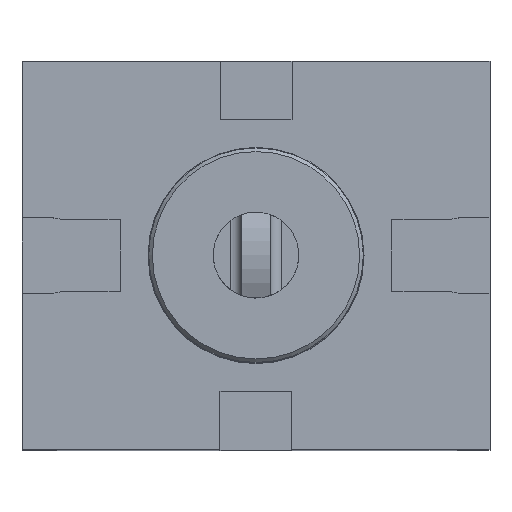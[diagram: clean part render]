
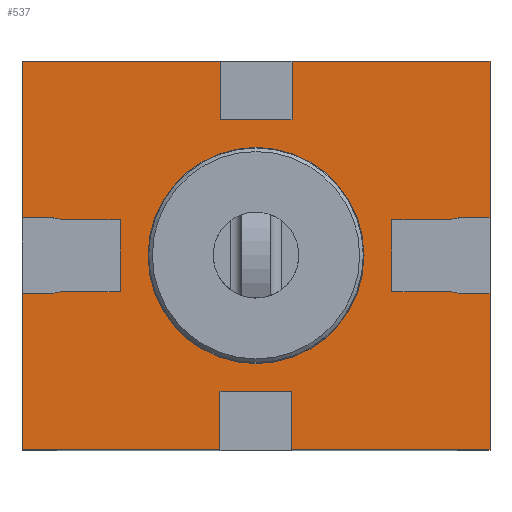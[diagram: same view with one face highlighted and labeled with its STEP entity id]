
A CAD part, top view. The second image highlights one B-rep face of the part: STEP entity #537.
In plain terms, the highlighted planar face has unit normal (0, 0, 1).
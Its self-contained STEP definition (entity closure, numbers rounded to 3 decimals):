
#45=LINE('',#2363,#167);
#49=LINE('',#2373,#171);
#52=LINE('',#2379,#174);
#55=LINE('',#2387,#177);
#57=LINE('',#2391,#179);
#65=LINE('',#2412,#187);
#68=LINE('',#2420,#190);
#70=LINE('',#2424,#192);
#72=LINE('',#2428,#194);
#75=LINE('',#2436,#197);
#83=LINE('',#2453,#205);
#84=LINE('',#2455,#206);
#87=LINE('',#2461,#209);
#93=LINE('',#2474,#215);
#95=LINE('',#2478,#217);
#97=LINE('',#2482,#219);
#125=LINE('',#2590,#247);
#129=LINE('',#2598,#251);
#137=LINE('',#2615,#259);
#138=LINE('',#2617,#260);
#141=LINE('',#2622,#263);
#142=LINE('',#2623,#264);
#143=LINE('',#2624,#265);
#144=LINE('',#2625,#266);
#167=VECTOR('',#1691,1.);
#171=VECTOR('',#1701,1.);
#174=VECTOR('',#1706,1.);
#177=VECTOR('',#1715,1.);
#179=VECTOR('',#1719,1.);
#187=VECTOR('',#1735,1.);
#190=VECTOR('',#1744,1.);
#192=VECTOR('',#1748,1.);
#194=VECTOR('',#1752,1.);
#197=VECTOR('',#1761,1.);
#205=VECTOR('',#1773,1.);
#206=VECTOR('',#1776,1.);
#209=VECTOR('',#1781,1.);
#215=VECTOR('',#1791,1.);
#217=VECTOR('',#1795,1.);
#219=VECTOR('',#1799,1.);
#247=VECTOR('',#1919,1.);
#251=VECTOR('',#1923,1.);
#259=VECTOR('',#1937,1.);
#260=VECTOR('',#1938,1.);
#263=VECTOR('',#1943,1.);
#264=VECTOR('',#1944,1.);
#265=VECTOR('',#1945,1.);
#266=VECTOR('',#1946,1.);
#329=PLANE('',#1581);
#440=CIRCLE('',#1504,10.5);
#441=CIRCLE('',#1508,10.5);
#444=CIRCLE('',#1516,10.5);
#445=CIRCLE('',#1521,10.5);
#464=CIRCLE('',#1574,30.);
#537=ADVANCED_FACE('',(#611,#612),#329,.F.);
#611=FACE_BOUND('',#723,.T.);
#612=FACE_BOUND('',#724,.T.);
#723=EDGE_LOOP('',(#1007,#1008,#1009,#1010,#1011,#1012,#1013,#1014,#1015,
#1016,#1017,#1018,#1019,#1020,#1021,#1022,#1023,#1024,#1025,#1026,#1027,
#1028,#1029,#1030,#1031,#1032,#1033,#1034));
#724=EDGE_LOOP('',(#1035));
#1007=ORIENTED_EDGE('',*,*,#1389,.F.);
#1008=ORIENTED_EDGE('',*,*,#1292,.F.);
#1009=ORIENTED_EDGE('',*,*,#1294,.F.);
#1010=ORIENTED_EDGE('',*,*,#1296,.F.);
#1011=ORIENTED_EDGE('',*,*,#1298,.F.);
#1012=ORIENTED_EDGE('',*,*,#1284,.F.);
#1013=ORIENTED_EDGE('',*,*,#1287,.F.);
#1014=ORIENTED_EDGE('',*,*,#1289,.F.);
#1015=ORIENTED_EDGE('',*,*,#1393,.F.);
#1016=ORIENTED_EDGE('',*,*,#1405,.F.);
#1017=ORIENTED_EDGE('',*,*,#1328,.F.);
#1018=ORIENTED_EDGE('',*,*,#1329,.F.);
#1019=ORIENTED_EDGE('',*,*,#1332,.F.);
#1020=ORIENTED_EDGE('',*,*,#1406,.F.);
#1021=ORIENTED_EDGE('',*,*,#1402,.T.);
#1022=ORIENTED_EDGE('',*,*,#1308,.F.);
#1023=ORIENTED_EDGE('',*,*,#1310,.F.);
#1024=ORIENTED_EDGE('',*,*,#1312,.F.);
#1025=ORIENTED_EDGE('',*,*,#1314,.F.);
#1026=ORIENTED_EDGE('',*,*,#1316,.F.);
#1027=ORIENTED_EDGE('',*,*,#1318,.F.);
#1028=ORIENTED_EDGE('',*,*,#1320,.F.);
#1029=ORIENTED_EDGE('',*,*,#1401,.T.);
#1030=ORIENTED_EDGE('',*,*,#1407,.T.);
#1031=ORIENTED_EDGE('',*,*,#1338,.F.);
#1032=ORIENTED_EDGE('',*,*,#1340,.F.);
#1033=ORIENTED_EDGE('',*,*,#1342,.F.);
#1034=ORIENTED_EDGE('',*,*,#1408,.T.);
#1035=ORIENTED_EDGE('',*,*,#1387,.T.);
#1150=VERTEX_POINT('',#2364);
#1151=VERTEX_POINT('',#2365);
#1152=VERTEX_POINT('',#2370);
#1153=VERTEX_POINT('',#2374);
#1154=VERTEX_POINT('',#2378);
#1155=VERTEX_POINT('',#2380);
#1156=VERTEX_POINT('',#2384);
#1157=VERTEX_POINT('',#2388);
#1166=VERTEX_POINT('',#2411);
#1167=VERTEX_POINT('',#2413);
#1168=VERTEX_POINT('',#2417);
#1169=VERTEX_POINT('',#2421);
#1170=VERTEX_POINT('',#2425);
#1171=VERTEX_POINT('',#2429);
#1172=VERTEX_POINT('',#2433);
#1173=VERTEX_POINT('',#2437);
#1178=VERTEX_POINT('',#2450);
#1179=VERTEX_POINT('',#2452);
#1180=VERTEX_POINT('',#2456);
#1181=VERTEX_POINT('',#2460);
#1186=VERTEX_POINT('',#2473);
#1187=VERTEX_POINT('',#2475);
#1188=VERTEX_POINT('',#2479);
#1189=VERTEX_POINT('',#2483);
#1222=VERTEX_POINT('',#2586);
#1223=VERTEX_POINT('',#2591);
#1226=VERTEX_POINT('',#2597);
#1233=VERTEX_POINT('',#2616);
#1234=VERTEX_POINT('',#2618);
#1284=EDGE_CURVE('',#1150,#1151,#45,.T.);
#1287=EDGE_CURVE('',#1152,#1150,#440,.T.);
#1289=EDGE_CURVE('',#1153,#1152,#49,.T.);
#1292=EDGE_CURVE('',#1154,#1155,#52,.T.);
#1294=EDGE_CURVE('',#1156,#1154,#441,.T.);
#1296=EDGE_CURVE('',#1157,#1156,#55,.T.);
#1298=EDGE_CURVE('',#1151,#1157,#57,.T.);
#1308=EDGE_CURVE('',#1166,#1167,#65,.T.);
#1310=EDGE_CURVE('',#1168,#1166,#444,.T.);
#1312=EDGE_CURVE('',#1169,#1168,#68,.T.);
#1314=EDGE_CURVE('',#1170,#1169,#70,.T.);
#1316=EDGE_CURVE('',#1171,#1170,#72,.T.);
#1318=EDGE_CURVE('',#1172,#1171,#445,.T.);
#1320=EDGE_CURVE('',#1173,#1172,#75,.T.);
#1328=EDGE_CURVE('',#1179,#1178,#83,.T.);
#1329=EDGE_CURVE('',#1180,#1179,#84,.T.);
#1332=EDGE_CURVE('',#1181,#1180,#87,.T.);
#1338=EDGE_CURVE('',#1186,#1187,#93,.T.);
#1340=EDGE_CURVE('',#1188,#1186,#95,.T.);
#1342=EDGE_CURVE('',#1189,#1188,#97,.T.);
#1387=EDGE_CURVE('',#1222,#1222,#464,.T.);
#1389=EDGE_CURVE('',#1155,#1223,#125,.T.);
#1393=EDGE_CURVE('',#1226,#1153,#129,.T.);
#1401=EDGE_CURVE('',#1173,#1233,#137,.T.);
#1402=EDGE_CURVE('',#1234,#1167,#138,.T.);
#1405=EDGE_CURVE('',#1178,#1226,#141,.T.);
#1406=EDGE_CURVE('',#1234,#1181,#142,.T.);
#1407=EDGE_CURVE('',#1233,#1187,#143,.T.);
#1408=EDGE_CURVE('',#1189,#1223,#144,.T.);
#1504=AXIS2_PLACEMENT_3D('',#2369,#1696,#1697);
#1508=AXIS2_PLACEMENT_3D('',#2383,#1710,#1711);
#1516=AXIS2_PLACEMENT_3D('',#2416,#1739,#1740);
#1521=AXIS2_PLACEMENT_3D('',#2432,#1756,#1757);
#1574=AXIS2_PLACEMENT_3D('',#2585,#1912,#1913);
#1581=AXIS2_PLACEMENT_3D('',#2626,#1947,#1948);
#1691=DIRECTION('',(1.,0.,0.));
#1696=DIRECTION('',(0.,0.,1.));
#1697=DIRECTION('',(0.,1.,0.));
#1701=DIRECTION('',(1.,0.,0.));
#1706=DIRECTION('',(-1.,0.,0.));
#1710=DIRECTION('',(0.,0.,1.));
#1711=DIRECTION('',(0.,-1.,0.));
#1715=DIRECTION('',(-1.,0.,0.));
#1719=DIRECTION('',(0.,1.,0.));
#1735=DIRECTION('',(1.,0.,0.));
#1739=DIRECTION('',(0.,0.,1.));
#1740=DIRECTION('',(0.,1.,0.));
#1744=DIRECTION('',(1.,0.,0.));
#1748=DIRECTION('',(0.,-1.,0.));
#1752=DIRECTION('',(-1.,0.,0.));
#1756=DIRECTION('',(0.,0.,1.));
#1757=DIRECTION('',(0.,1.,0.));
#1761=DIRECTION('',(-1.,0.,0.));
#1773=DIRECTION('',(0.,-1.,0.));
#1776=DIRECTION('',(-1.,0.,0.));
#1781=DIRECTION('',(0.,1.,0.));
#1791=DIRECTION('',(0.,1.,0.));
#1795=DIRECTION('',(1.,0.,0.));
#1799=DIRECTION('',(0.,-1.,0.));
#1912=DIRECTION('',(0.,0.,-1.));
#1913=DIRECTION('',(-1.,0.,0.));
#1919=DIRECTION('',(0.,1.,0.));
#1923=DIRECTION('',(0.,1.,0.));
#1937=DIRECTION('',(0.,1.,0.));
#1938=DIRECTION('',(0.,1.,0.));
#1943=DIRECTION('',(-1.,0.,0.));
#1944=DIRECTION('',(-1.,0.,0.));
#1945=DIRECTION('',(-1.,0.,0.));
#1946=DIRECTION('',(-1.,0.,0.));
#1947=DIRECTION('',(0.,0.,-1.));
#1948=DIRECTION('',(1.,0.,0.));
#2363=CARTESIAN_POINT('',(-54.,-10.,-0.6));
#2364=CARTESIAN_POINT('',(-54.,-10.,-0.6));
#2365=CARTESIAN_POINT('',(-37.75,-10.,-0.6));
#2369=CARTESIAN_POINT('',(-57.202,0.,-0.6));
#2370=CARTESIAN_POINT('',(-57.202,-10.5,-0.6));
#2373=CARTESIAN_POINT('',(-67.458,-10.5,-0.6));
#2374=CARTESIAN_POINT('',(-65.,-10.5,-0.6));
#2378=CARTESIAN_POINT('',(-57.202,10.5,-0.6));
#2379=CARTESIAN_POINT('',(-57.202,10.5,-0.6));
#2380=CARTESIAN_POINT('',(-65.,10.5,-0.6));
#2383=CARTESIAN_POINT('',(-57.202,0.,-0.6));
#2384=CARTESIAN_POINT('',(-54.,10.,-0.6));
#2387=CARTESIAN_POINT('',(-37.75,10.,-0.6));
#2388=CARTESIAN_POINT('',(-37.75,10.,-0.6));
#2391=CARTESIAN_POINT('',(-37.75,-10.,-0.6));
#2411=CARTESIAN_POINT('',(57.202,-10.5,-0.6));
#2412=CARTESIAN_POINT('',(57.202,-10.5,-0.6));
#2413=CARTESIAN_POINT('',(65.,-10.5,-0.6));
#2416=CARTESIAN_POINT('',(57.202,0.,-0.6));
#2417=CARTESIAN_POINT('',(54.,-10.,-0.6));
#2420=CARTESIAN_POINT('',(37.75,-10.,-0.6));
#2421=CARTESIAN_POINT('',(37.75,-10.,-0.6));
#2424=CARTESIAN_POINT('',(37.75,10.,-0.6));
#2425=CARTESIAN_POINT('',(37.75,10.,-0.6));
#2428=CARTESIAN_POINT('',(54.,10.,-0.6));
#2429=CARTESIAN_POINT('',(54.,10.,-0.6));
#2432=CARTESIAN_POINT('',(57.202,0.,-0.6));
#2433=CARTESIAN_POINT('',(57.202,10.5,-0.6));
#2436=CARTESIAN_POINT('',(68.57,10.5,-0.6));
#2437=CARTESIAN_POINT('',(65.,10.5,-0.6));
#2450=CARTESIAN_POINT('',(-10.,-54.,-0.6));
#2452=CARTESIAN_POINT('',(-10.,-37.75,-0.6));
#2453=CARTESIAN_POINT('',(-10.,-37.75,-0.6));
#2455=CARTESIAN_POINT('',(10.,-37.75,-0.6));
#2456=CARTESIAN_POINT('',(10.,-37.75,-0.6));
#2460=CARTESIAN_POINT('',(10.,-54.,-0.6));
#2461=CARTESIAN_POINT('',(10.,-61.61,-0.6));
#2473=CARTESIAN_POINT('',(10.,37.75,-0.6));
#2474=CARTESIAN_POINT('',(10.,37.75,-0.6));
#2475=CARTESIAN_POINT('',(10.,54.,-0.6));
#2478=CARTESIAN_POINT('',(-10.,37.75,-0.6));
#2479=CARTESIAN_POINT('',(-10.,37.75,-0.6));
#2482=CARTESIAN_POINT('',(-10.,62.153,-0.6));
#2483=CARTESIAN_POINT('',(-10.,54.,-0.6));
#2585=CARTESIAN_POINT('',(0.,0.,-0.6));
#2586=CARTESIAN_POINT('',(-30.,0.,-0.6));
#2590=CARTESIAN_POINT('',(-65.,-54.,-0.6));
#2591=CARTESIAN_POINT('',(-65.,54.,-0.6));
#2597=CARTESIAN_POINT('',(-65.,-54.,-0.6));
#2598=CARTESIAN_POINT('',(-65.,-54.,-0.6));
#2615=CARTESIAN_POINT('',(65.,-54.,-0.6));
#2616=CARTESIAN_POINT('',(65.,54.,-0.6));
#2617=CARTESIAN_POINT('',(65.,-54.,-0.6));
#2618=CARTESIAN_POINT('',(65.,-54.,-0.6));
#2622=CARTESIAN_POINT('',(65.,-54.,-0.6));
#2623=CARTESIAN_POINT('',(65.,-54.,-0.6));
#2624=CARTESIAN_POINT('',(65.,54.,-0.6));
#2625=CARTESIAN_POINT('',(65.,54.,-0.6));
#2626=CARTESIAN_POINT('',(65.,-54.,-0.6));
